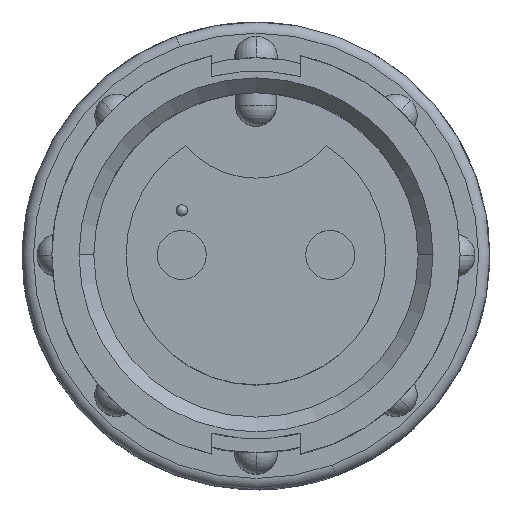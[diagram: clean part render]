
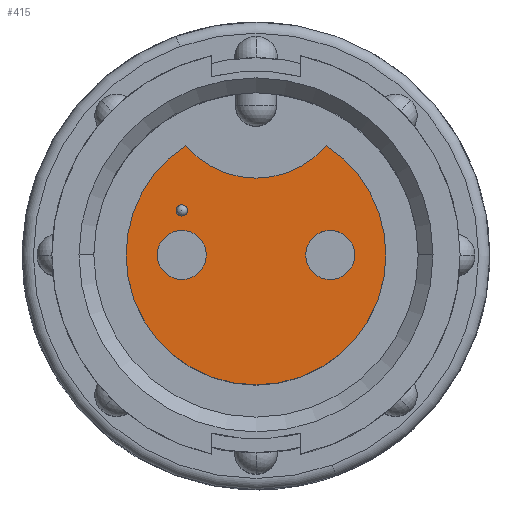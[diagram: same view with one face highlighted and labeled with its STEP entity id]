
A CAD part, top view. The second image highlights one B-rep face of the part: STEP entity #415.
In plain terms, the highlighted planar face has unit normal (0, 0, 1).
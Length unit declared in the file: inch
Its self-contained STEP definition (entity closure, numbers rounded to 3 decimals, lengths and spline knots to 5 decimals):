
#40 = DIRECTION ( 'NONE',  ( 0., 0., 1. ) ) ;
#167 = EDGE_CURVE ( 'NONE', #9112, #6860, #10889, .T. ) ;
#365 = CIRCLE ( 'NONE', #5446, 0.0075 ) ;
#415 = ADVANCED_FACE ( 'NONE', ( #10133, #13343, #7288, #6938 ), #4280, .F. ) ;
#631 = VERTEX_POINT ( 'NONE', #2275 ) ;
#1084 = CARTESIAN_POINT ( 'NONE',  ( -0.1, 0.06, -0.065 ) ) ;
#1129 = DIRECTION ( 'NONE',  ( 0., 0., 1. ) ) ;
#1455 = EDGE_CURVE ( 'NONE', #4749, #5859, #4471, .T. ) ;
#1698 = CIRCLE ( 'NONE', #15334, 0.033 ) ;
#1764 = ORIENTED_EDGE ( 'NONE', *, *, #2933, .F. ) ;
#1777 = CARTESIAN_POINT ( 'NONE',  ( -0.09484, 0.14707, -0.065 ) ) ;
#1864 = CARTESIAN_POINT ( 'NONE',  ( 0.1, 0., -0.065 ) ) ;
#2275 = CARTESIAN_POINT ( 'NONE',  ( 0.1, 0.033, -0.065 ) ) ;
#2429 = ORIENTED_EDGE ( 'NONE', *, *, #167, .F. ) ;
#2434 = DIRECTION ( 'NONE',  ( 0., 0., 1. ) ) ;
#2933 = EDGE_CURVE ( 'NONE', #15461, #11913, #6906, .T. ) ;
#3007 = DIRECTION ( 'NONE',  ( 0., 0., 1. ) ) ;
#3086 = DIRECTION ( 'NONE',  ( 0., -1., 0. ) ) ;
#3179 = CARTESIAN_POINT ( 'NONE',  ( -0.1, 0.0001, -0.065 ) ) ;
#3188 = DIRECTION ( 'NONE',  ( 0., 0., 1. ) ) ;
#3437 = EDGE_LOOP ( 'NONE', ( #2429, #9812 ) ) ;
#3626 = AXIS2_PLACEMENT_3D ( 'NONE', #10406, #3188, #11621 ) ;
#3838 = CARTESIAN_POINT ( 'NONE',  ( 0., 0., -0.065 ) ) ;
#3849 = CARTESIAN_POINT ( 'NONE',  ( -0.1075, 0.06, -0.065 ) ) ;
#4280 = PLANE ( 'NONE',  #9327 ) ;
#4331 = CARTESIAN_POINT ( 'NONE',  ( 0., 0., -0.065 ) ) ;
#4386 = DIRECTION ( 'NONE',  ( 0., -1., 0. ) ) ;
#4462 = DIRECTION ( 'NONE',  ( 0., 0., 1. ) ) ;
#4471 = CIRCLE ( 'NONE', #8708, 0.125 ) ;
#4749 = VERTEX_POINT ( 'NONE', #1777 ) ;
#4772 = ORIENTED_EDGE ( 'NONE', *, *, #4945, .T. ) ;
#4945 = EDGE_CURVE ( 'NONE', #4749, #13552, #9263, .T. ) ;
#5036 = DIRECTION ( 'NONE',  ( 1., 0., 0. ) ) ;
#5446 = AXIS2_PLACEMENT_3D ( 'NONE', #7239, #40, #8442 ) ;
#5488 = EDGE_CURVE ( 'NONE', #8903, #631, #9799, .T. ) ;
#5544 = DIRECTION ( 'NONE',  ( -1., 0., 0. ) ) ;
#5859 = VERTEX_POINT ( 'NONE', #9593 ) ;
#6328 = EDGE_CURVE ( 'NONE', #11913, #15461, #1698, .T. ) ;
#6785 = EDGE_CURVE ( 'NONE', #13339, #5859, #15076, .T. ) ;
#6860 = VERTEX_POINT ( 'NONE', #8727 ) ;
#6906 = CIRCLE ( 'NONE', #11050, 0.033 ) ;
#6938 = FACE_BOUND ( 'NONE', #3437, .T. ) ;
#6988 = AXIS2_PLACEMENT_3D ( 'NONE', #9648, #2434, #10865 ) ;
#7154 = DIRECTION ( 'NONE',  ( 0., 0., 1. ) ) ;
#7239 = CARTESIAN_POINT ( 'NONE',  ( -0.1, 0.06, -0.065 ) ) ;
#7288 = FACE_BOUND ( 'NONE', #9329, .T. ) ;
#7888 = CIRCLE ( 'NONE', #3626, 0.175 ) ;
#8008 = ORIENTED_EDGE ( 'NONE', *, *, #1455, .F. ) ;
#8053 = EDGE_CURVE ( 'NONE', #13552, #13339, #7888, .T. ) ;
#8319 = CARTESIAN_POINT ( 'NONE',  ( 0., 0.2285, -0.065 ) ) ;
#8442 = DIRECTION ( 'NONE',  ( -1., 0., 0. ) ) ;
#8502 = ORIENTED_EDGE ( 'NONE', *, *, #6785, .T. ) ;
#8708 = AXIS2_PLACEMENT_3D ( 'NONE', #8319, #1129, #9535 ) ;
#8727 = CARTESIAN_POINT ( 'NONE',  ( -0.0925, 0.06, -0.065 ) ) ;
#8871 = EDGE_CURVE ( 'NONE', #6860, #9112, #365, .T. ) ;
#8903 = VERTEX_POINT ( 'NONE', #13307 ) ;
#9112 = VERTEX_POINT ( 'NONE', #3849 ) ;
#9263 = CIRCLE ( 'NONE', #11393, 0.175 ) ;
#9327 = AXIS2_PLACEMENT_3D ( 'NONE', #4331, #12775, #5544 ) ;
#9329 = EDGE_LOOP ( 'NONE', ( #9941, #1764 ) ) ;
#9535 = DIRECTION ( 'NONE',  ( 1., 0., 0. ) ) ;
#9593 = CARTESIAN_POINT ( 'NONE',  ( 0.09484, 0.14707, -0.065 ) ) ;
#9648 = CARTESIAN_POINT ( 'NONE',  ( 0.1, 0., -0.065 ) ) ;
#9799 = CIRCLE ( 'NONE', #14319, 0.033 ) ;
#9812 = ORIENTED_EDGE ( 'NONE', *, *, #8871, .F. ) ;
#9941 = ORIENTED_EDGE ( 'NONE', *, *, #6328, .F. ) ;
#10014 = EDGE_CURVE ( 'NONE', #631, #8903, #13178, .T. ) ;
#10133 = FACE_BOUND ( 'NONE', #13986, .T. ) ;
#10299 = DIRECTION ( 'NONE',  ( 0., 0., 1. ) ) ;
#10406 = CARTESIAN_POINT ( 'NONE',  ( 0., 0., -0.065 ) ) ;
#10555 = CARTESIAN_POINT ( 'NONE',  ( 0.175, 0., -0.065 ) ) ;
#10790 = ORIENTED_EDGE ( 'NONE', *, *, #10014, .F. ) ;
#10865 = DIRECTION ( 'NONE',  ( 0., -1., 0. ) ) ;
#10889 = CIRCLE ( 'NONE', #13659, 0.0075 ) ;
#10992 = AXIS2_PLACEMENT_3D ( 'NONE', #3838, #12273, #5036 ) ;
#11050 = AXIS2_PLACEMENT_3D ( 'NONE', #14365, #7154, #15572 ) ;
#11158 = EDGE_LOOP ( 'NONE', ( #4772, #14946, #8502, #8008 ) ) ;
#11393 = AXIS2_PLACEMENT_3D ( 'NONE', #11697, #4462, #12916 ) ;
#11616 = DIRECTION ( 'NONE',  ( 0., 0., 1. ) ) ;
#11621 = DIRECTION ( 'NONE',  ( 1., 0., 0. ) ) ;
#11683 = CARTESIAN_POINT ( 'NONE',  ( -0.1, 0.0331, -0.065 ) ) ;
#11697 = CARTESIAN_POINT ( 'NONE',  ( 0., 0., -0.065 ) ) ;
#11913 = VERTEX_POINT ( 'NONE', #13950 ) ;
#12273 = DIRECTION ( 'NONE',  ( 0., 0., 1. ) ) ;
#12775 = DIRECTION ( 'NONE',  ( 0., 0., -1. ) ) ;
#12916 = DIRECTION ( 'NONE',  ( 1., 0., 0. ) ) ;
#13178 = CIRCLE ( 'NONE', #6988, 0.033 ) ;
#13307 = CARTESIAN_POINT ( 'NONE',  ( 0.1, -0.033, -0.065 ) ) ;
#13339 = VERTEX_POINT ( 'NONE', #10555 ) ;
#13343 = FACE_OUTER_BOUND ( 'NONE', #11158, .T. ) ;
#13552 = VERTEX_POINT ( 'NONE', #14476 ) ;
#13659 = AXIS2_PLACEMENT_3D ( 'NONE', #1084, #3007, #15288 ) ;
#13950 = CARTESIAN_POINT ( 'NONE',  ( -0.1, -0.0329, -0.065 ) ) ;
#13986 = EDGE_LOOP ( 'NONE', ( #15386, #10790 ) ) ;
#14319 = AXIS2_PLACEMENT_3D ( 'NONE', #1864, #10299, #3086 ) ;
#14365 = CARTESIAN_POINT ( 'NONE',  ( -0.1, 0.0001, -0.065 ) ) ;
#14476 = CARTESIAN_POINT ( 'NONE',  ( -0.175, 0., -0.065 ) ) ;
#14946 = ORIENTED_EDGE ( 'NONE', *, *, #8053, .T. ) ;
#15076 = CIRCLE ( 'NONE', #10992, 0.175 ) ;
#15288 = DIRECTION ( 'NONE',  ( -1., 0., 0. ) ) ;
#15334 = AXIS2_PLACEMENT_3D ( 'NONE', #3179, #11616, #4386 ) ;
#15386 = ORIENTED_EDGE ( 'NONE', *, *, #5488, .F. ) ;
#15461 = VERTEX_POINT ( 'NONE', #11683 ) ;
#15572 = DIRECTION ( 'NONE',  ( 0., -1., 0. ) ) ;
